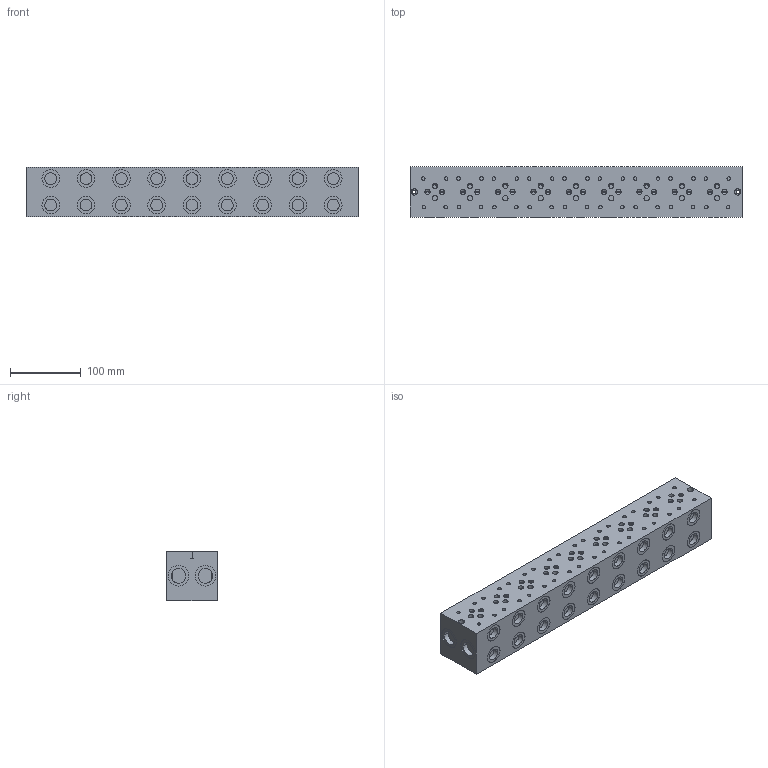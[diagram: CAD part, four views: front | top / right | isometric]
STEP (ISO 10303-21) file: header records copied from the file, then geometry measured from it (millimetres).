
FILE_DESCRIPTION( ( 'STEP AP214' ), '1' );
FILE_NAME( 'tmp0.step', '2009-03-30T09:08:43', ( ' ' ), ( ' ' ), 'XStep 1.0', ' ', ' ' );
FILE_SCHEMA( ( 'automotive_design' ) );
Length unit declared in the file: millimetre
Products named in the file (1): 1
Bounding box: 470 x 71 x 70.5 mm (x, y, z)
Volume: 2281347.5 mm3; surface area: 169932 mm2
Topology: 1 solids, 1 shells, 587 faces, 1360 edges, 895 vertices
Faces by surface type: cylinder 318, plane 172, cone 97
Entity records: 34807 total; most frequent: CARTESIAN_POINT 5098, DIRECTION 3032, STYLED_ITEM 2843, PRESENTATION_STYLE_ASSIGNMENT 2843, COLOUR_RGB 2843, ORIENTED_EDGE 2720, EDGE_CURVE 1360, CURVE_STYLE 1360
